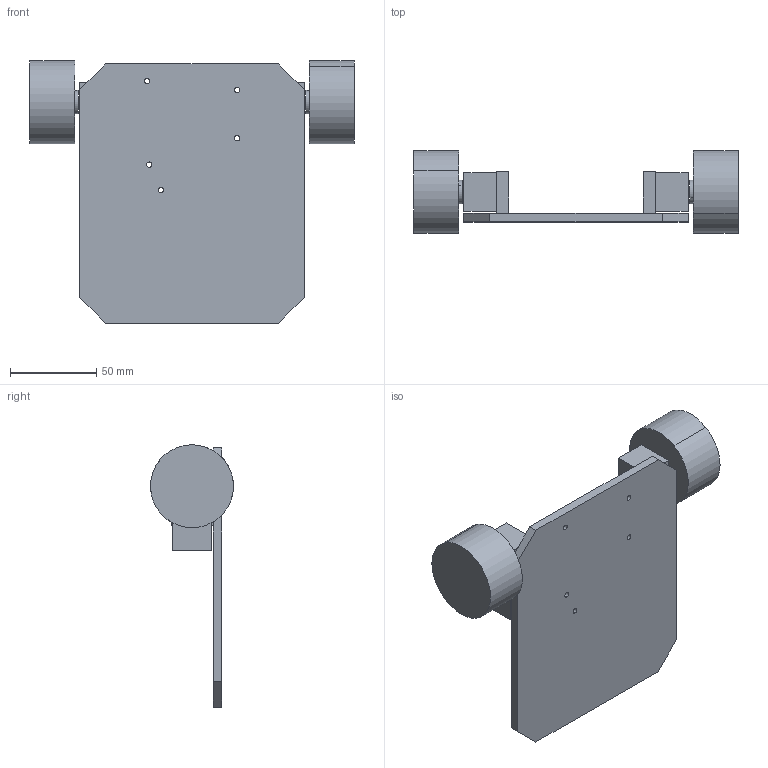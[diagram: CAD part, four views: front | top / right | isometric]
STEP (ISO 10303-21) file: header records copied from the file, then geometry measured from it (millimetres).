
FILE_DESCRIPTION (( 'STEP AP203' ), '1' );
FILE_NAME ('Assembly.STEP', '2022-06-01T12:50:09', ( '' ), ( '' ), 'SwSTEP 2.0', 'SolidWorks 2016', '' );
FILE_SCHEMA (( 'CONFIG_CONTROL_DESIGN' ));
Length unit declared in the file: millimetre
Products named in the file (5): Assembly replika gear box dan roda; Assembly; Replika roda; Replika gear box; Base
Assembly tree (5 placements, depth 3):
  Assembly
    Base
    Assembly replika gear box dan roda  x2
      Replika gear box
      Replika roda
Bounding box: 187.76 x 48 x 151.85 mm (x, y, z)
Volume: 236174.6 mm3; surface area: 69838 mm2
Topology: 5 solids, 5 shells, 92 faces, 222 edges, 148 vertices
Faces by surface type: plane 50, cylinder 42
Entity records: 2563 total; most frequent: DIRECTION 374, CARTESIAN_POINT 344, ORIENTED_EDGE 324, EDGE_CURVE 162, AXIS2_PLACEMENT_3D 138, VERTEX_POINT 108, LINE 98, VECTOR 98
